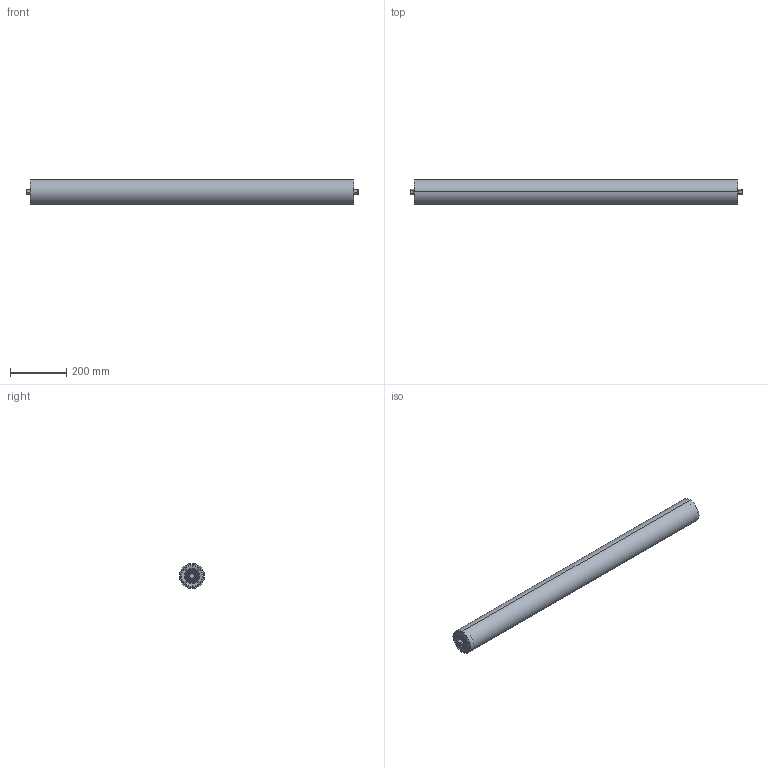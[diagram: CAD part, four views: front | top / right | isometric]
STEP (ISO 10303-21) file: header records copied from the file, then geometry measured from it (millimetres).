
FILE_DESCRIPTION (( 'STEP AP214' ), '1' );
FILE_NAME ('0025886_TRST-89x2,9-STL-A20-SW15x13-RL=1150_(A-02).step', '2019-08-29T13:40:21', ( '' ), ( '' ), 'SwSTEP 2.0', 'SolidWorks 2018', '' );
FILE_SCHEMA (( 'AUTOMOTIVE_DESIGN' ));
Length unit declared in the file: millimetre
Products named in the file (1): 0025886_TRST-89x2,9-STL-A20-SW15x13-RL=1150_(A-02)
Bounding box: 1182 x 89 x 89 mm (x, y, z)
Volume: 1392902.3 mm3; surface area: 832796.9 mm2
Topology: 18 solids, 18 shells, 538 faces, 1176 edges, 732 vertices
Faces by surface type: cylinder 220, torus 144, plane 106, cone 54, sphere 10, bspline 4
Entity records: 21809 total; most frequent: CARTESIAN_POINT 3269, DIRECTION 3016, ORIENTED_EDGE 2320, AXIS2_PLACEMENT_3D 1359, EDGE_CURVE 1160, CIRCLE 826, VERTEX_POINT 724, EDGE_LOOP 638
